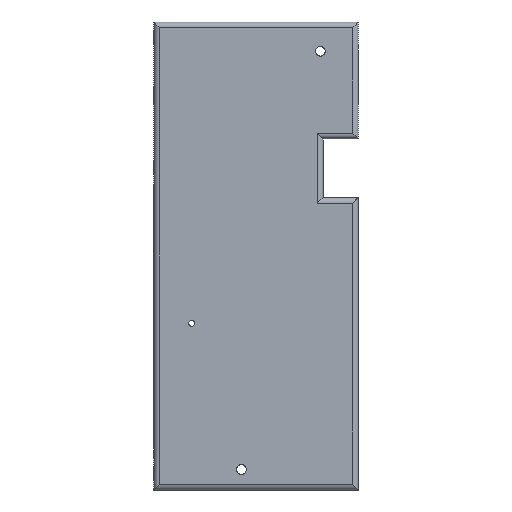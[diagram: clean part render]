
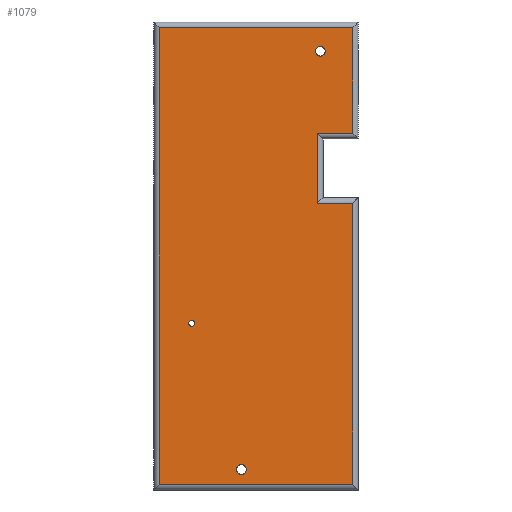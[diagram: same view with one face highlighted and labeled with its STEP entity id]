
A CAD part, left-side view. The second image highlights one B-rep face of the part: STEP entity #1079.
In plain terms, the highlighted planar face has unit normal (-1, 0, 0).
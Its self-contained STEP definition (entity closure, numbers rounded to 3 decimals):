
#115 = VERTEX_POINT('',#116);
#116 = CARTESIAN_POINT('',(0.,2.,2.));
#123 = EDGE_CURVE('',#115,#124,#126,.T.);
#124 = VERTEX_POINT('',#125);
#125 = CARTESIAN_POINT('',(0.,2.,98.));
#126 = LINE('',#127,#128);
#127 = CARTESIAN_POINT('',(0.,2.,0.));
#128 = VECTOR('',#129,1.);
#129 = DIRECTION('',(0.,0.,1.));
#229 = VERTEX_POINT('',#230);
#230 = CARTESIAN_POINT('',(0.,68.,2.));
#237 = EDGE_CURVE('',#229,#115,#238,.T.);
#238 = LINE('',#239,#240);
#239 = CARTESIAN_POINT('',(0.,70.,2.));
#240 = VECTOR('',#241,1.);
#241 = DIRECTION('',(0.,-1.,0.));
#1079 = ADVANCED_FACE('',(#1080,#1130,#1141,#1152),#1163,.F.);
#1080 = FACE_BOUND('',#1081,.F.);
#1081 = EDGE_LOOP('',(#1082,#1083,#1091,#1099,#1107,#1115,#1123,#1129));
#1082 = ORIENTED_EDGE('',*,*,#237,.F.);
#1083 = ORIENTED_EDGE('',*,*,#1084,.T.);
#1084 = EDGE_CURVE('',#229,#1085,#1087,.T.);
#1085 = VERTEX_POINT('',#1086);
#1086 = CARTESIAN_POINT('',(0.,68.,158.));
#1087 = LINE('',#1088,#1089);
#1088 = CARTESIAN_POINT('',(0.,68.,0.));
#1089 = VECTOR('',#1090,1.);
#1090 = DIRECTION('',(0.,0.,1.));
#1091 = ORIENTED_EDGE('',*,*,#1092,.T.);
#1092 = EDGE_CURVE('',#1085,#1093,#1095,.T.);
#1093 = VERTEX_POINT('',#1094);
#1094 = CARTESIAN_POINT('',(0.,2.,158.));
#1095 = LINE('',#1096,#1097);
#1096 = CARTESIAN_POINT('',(0.,70.,158.));
#1097 = VECTOR('',#1098,1.);
#1098 = DIRECTION('',(0.,-1.,0.));
#1099 = ORIENTED_EDGE('',*,*,#1100,.F.);
#1100 = EDGE_CURVE('',#1101,#1093,#1103,.T.);
#1101 = VERTEX_POINT('',#1102);
#1102 = CARTESIAN_POINT('',(0.,2.,122.));
#1103 = LINE('',#1104,#1105);
#1104 = CARTESIAN_POINT('',(0.,2.,120.));
#1105 = VECTOR('',#1106,1.);
#1106 = DIRECTION('',(0.,0.,1.));
#1107 = ORIENTED_EDGE('',*,*,#1108,.F.);
#1108 = EDGE_CURVE('',#1109,#1101,#1111,.T.);
#1109 = VERTEX_POINT('',#1110);
#1110 = CARTESIAN_POINT('',(0.,14.,122.));
#1111 = LINE('',#1112,#1113);
#1112 = CARTESIAN_POINT('',(0.,12.,122.));
#1113 = VECTOR('',#1114,1.);
#1114 = DIRECTION('',(0.,-1.,0.));
#1115 = ORIENTED_EDGE('',*,*,#1116,.F.);
#1116 = EDGE_CURVE('',#1117,#1109,#1119,.T.);
#1117 = VERTEX_POINT('',#1118);
#1118 = CARTESIAN_POINT('',(0.,14.,98.));
#1119 = LINE('',#1120,#1121);
#1120 = CARTESIAN_POINT('',(0.,14.,100.));
#1121 = VECTOR('',#1122,1.);
#1122 = DIRECTION('',(0.,0.,1.));
#1123 = ORIENTED_EDGE('',*,*,#1124,.F.);
#1124 = EDGE_CURVE('',#124,#1117,#1125,.T.);
#1125 = LINE('',#1126,#1127);
#1126 = CARTESIAN_POINT('',(0.,0.,98.)
  );
#1127 = VECTOR('',#1128,1.);
#1128 = DIRECTION('',(0.,1.,0.));
#1129 = ORIENTED_EDGE('',*,*,#123,.F.);
#1130 = FACE_BOUND('',#1131,.F.);
#1131 = EDGE_LOOP('',(#1132));
#1132 = ORIENTED_EDGE('',*,*,#1133,.F.);
#1133 = EDGE_CURVE('',#1134,#1134,#1136,.T.);
#1134 = VERTEX_POINT('',#1135);
#1135 = CARTESIAN_POINT('',(0.,14.65,150.));
#1136 = CIRCLE('',#1137,1.65);
#1137 = AXIS2_PLACEMENT_3D('',#1138,#1139,#1140);
#1138 = CARTESIAN_POINT('',(0.,13.,150.));
#1139 = DIRECTION('',(1.,0.,0.));
#1140 = DIRECTION('',(0.,1.,0.));
#1141 = FACE_BOUND('',#1142,.F.);
#1142 = EDGE_LOOP('',(#1143));
#1143 = ORIENTED_EDGE('',*,*,#1144,.F.);
#1144 = EDGE_CURVE('',#1145,#1145,#1147,.T.);
#1145 = VERTEX_POINT('',#1146);
#1146 = CARTESIAN_POINT('',(0.,58.,57.));
#1147 = CIRCLE('',#1148,1.);
#1148 = AXIS2_PLACEMENT_3D('',#1149,#1150,#1151);
#1149 = CARTESIAN_POINT('',(0.,57.,57.));
#1150 = DIRECTION('',(1.,0.,0.));
#1151 = DIRECTION('',(0.,1.,0.));
#1152 = FACE_BOUND('',#1153,.F.);
#1153 = EDGE_LOOP('',(#1154));
#1154 = ORIENTED_EDGE('',*,*,#1155,.F.);
#1155 = EDGE_CURVE('',#1156,#1156,#1158,.T.);
#1156 = VERTEX_POINT('',#1157);
#1157 = CARTESIAN_POINT('',(0.,41.65,7.));
#1158 = CIRCLE('',#1159,1.65);
#1159 = AXIS2_PLACEMENT_3D('',#1160,#1161,#1162);
#1160 = CARTESIAN_POINT('',(0.,40.,7.));
#1161 = DIRECTION('',(1.,0.,0.));
#1162 = DIRECTION('',(0.,1.,0.));
#1163 = PLANE('',#1164);
#1164 = AXIS2_PLACEMENT_3D('',#1165,#1166,#1167);
#1165 = CARTESIAN_POINT('',(0.,70.,0.));
#1166 = DIRECTION('',(1.,0.,0.));
#1167 = DIRECTION('',(0.,-1.,0.));
